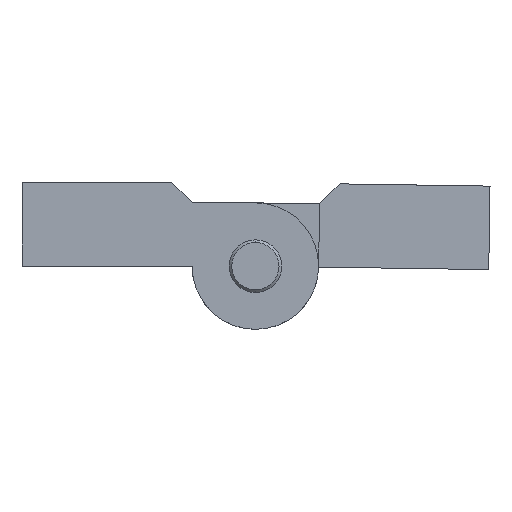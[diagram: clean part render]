
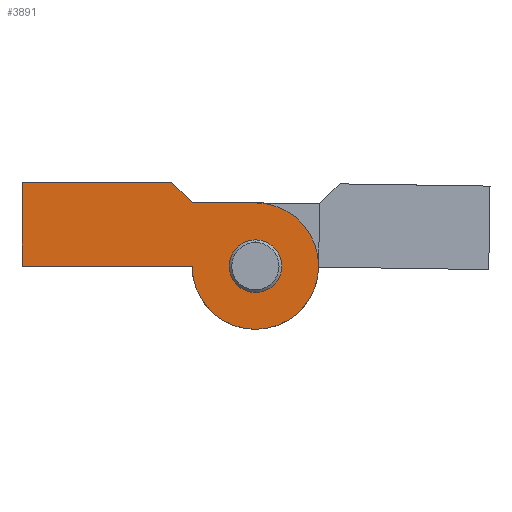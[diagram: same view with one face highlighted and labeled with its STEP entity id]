
A CAD part, front view. The second image highlights one B-rep face of the part: STEP entity #3891.
In plain terms, the highlighted planar face has unit normal (0, -1, 0).
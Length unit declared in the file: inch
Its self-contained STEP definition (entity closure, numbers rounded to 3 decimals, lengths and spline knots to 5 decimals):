
#202 = EDGE_CURVE ( 'NONE', #4668, #305, #6778, .T. ) ;
#251 = PLANE ( 'NONE',  #7975 ) ;
#305 = VERTEX_POINT ( 'NONE', #1232 ) ;
#383 = DIRECTION ( 'NONE',  ( 0., 1., 0. ) ) ;
#430 = DIRECTION ( 'NONE',  ( 0., 1., 0. ) ) ;
#468 = LINE ( 'NONE', #1954, #7992 ) ;
#815 = CIRCLE ( 'NONE', #5245, 0.03937 ) ;
#1015 = VERTEX_POINT ( 'NONE', #8523 ) ;
#1232 = CARTESIAN_POINT ( 'NONE',  ( -0.125, 0., 0.125 ) ) ;
#1254 = DIRECTION ( 'NONE',  ( 0., 1., 0. ) ) ;
#1290 = EDGE_CURVE ( 'NONE', #4131, #5358, #6382, .T. ) ;
#1622 = EDGE_LOOP ( 'NONE', ( #8804, #6969 ) ) ;
#1716 = LINE ( 'NONE', #3268, #8679 ) ;
#1905 = FACE_OUTER_BOUND ( 'NONE', #4565, .T. ) ;
#1954 = CARTESIAN_POINT ( 'NONE',  ( -0.34934, 0., 0. ) ) ;
#2252 = AXIS2_PLACEMENT_3D ( 'NONE', #6668, #383, #8090 ) ;
#2306 = DIRECTION ( 'NONE',  ( 0., 0., 1. ) ) ;
#2388 = CARTESIAN_POINT ( 'NONE',  ( -0.34934, 0., 0.125 ) ) ;
#2564 = DIRECTION ( 'NONE',  ( 0., 0., 1. ) ) ;
#2601 = CARTESIAN_POINT ( 'NONE',  ( 0., 0., 0.03937 ) ) ;
#2742 = ORIENTED_EDGE ( 'NONE', *, *, #1290, .T. ) ;
#2933 = CARTESIAN_POINT ( 'NONE',  ( 0., 0., 0. ) ) ;
#2968 = EDGE_CURVE ( 'NONE', #4131, #3110, #6696, .T. ) ;
#3078 = CARTESIAN_POINT ( 'NONE',  ( 0., 0., 0. ) ) ;
#3110 = VERTEX_POINT ( 'NONE', #4528 ) ;
#3249 = DIRECTION ( 'NONE',  ( 1., 0., 0. ) ) ;
#3268 = CARTESIAN_POINT ( 'NONE',  ( -0.09467, 0., 0.09467 ) ) ;
#3337 = CARTESIAN_POINT ( 'NONE',  ( 0., 0., -0.03937 ) ) ;
#3414 = EDGE_CURVE ( 'NONE', #1015, #8328, #468, .T. ) ;
#3480 = AXIS2_PLACEMENT_3D ( 'NONE', #8054, #1254, #8941 ) ;
#3891 = ADVANCED_FACE ( 'NONE', ( #6289, #1905 ), #251, .F. ) ;
#3908 = ORIENTED_EDGE ( 'NONE', *, *, #3414, .F. ) ;
#4035 = VERTEX_POINT ( 'NONE', #2601 ) ;
#4056 = CARTESIAN_POINT ( 'NONE',  ( 0., 0., 0.125 ) ) ;
#4110 = VERTEX_POINT ( 'NONE', #3337 ) ;
#4131 = VERTEX_POINT ( 'NONE', #4848 ) ;
#4217 = CIRCLE ( 'NONE', #3480, 0.09467 ) ;
#4313 = CARTESIAN_POINT ( 'NONE',  ( -0.34934, 0., 0.125 ) ) ;
#4528 = CARTESIAN_POINT ( 'NONE',  ( 0., 0., -0.09467 ) ) ;
#4565 = EDGE_LOOP ( 'NONE', ( #2742, #7370, #8636, #7721, #3908, #6920, #7062 ) ) ;
#4633 = DIRECTION ( 'NONE',  ( 0., 1., 0. ) ) ;
#4668 = VERTEX_POINT ( 'NONE', #4313 ) ;
#4701 = CARTESIAN_POINT ( 'NONE',  ( -0.09467, 0., 0.09467 ) ) ;
#4711 = AXIS2_PLACEMENT_3D ( 'NONE', #5354, #4633, #8164 ) ;
#4719 = DIRECTION ( 'NONE',  ( -0.707, 0., 0.707 ) ) ;
#4848 = CARTESIAN_POINT ( 'NONE',  ( 0., 0., 0.09467 ) ) ;
#5163 = DIRECTION ( 'NONE',  ( -1., 0., 0. ) ) ;
#5245 = AXIS2_PLACEMENT_3D ( 'NONE', #2933, #7817, #7044 ) ;
#5303 = EDGE_CURVE ( 'NONE', #4035, #4110, #8347, .T. ) ;
#5354 = CARTESIAN_POINT ( 'NONE',  ( 0., 0., 0. ) ) ;
#5358 = VERTEX_POINT ( 'NONE', #4701 ) ;
#6267 = CARTESIAN_POINT ( 'NONE',  ( -0.34934, 0., 0. ) ) ;
#6289 = FACE_BOUND ( 'NONE', #1622, .T. ) ;
#6365 = VECTOR ( 'NONE', #3249, 39.37008 ) ;
#6382 = LINE ( 'NONE', #7907, #7870 ) ;
#6668 = CARTESIAN_POINT ( 'NONE',  ( 0., 0., 0. ) ) ;
#6696 = CIRCLE ( 'NONE', #2252, 0.09467 ) ;
#6778 = LINE ( 'NONE', #4056, #6365 ) ;
#6920 = ORIENTED_EDGE ( 'NONE', *, *, #8654, .F. ) ;
#6969 = ORIENTED_EDGE ( 'NONE', *, *, #5303, .T. ) ;
#6977 = EDGE_CURVE ( 'NONE', #5358, #305, #1716, .T. ) ;
#7044 = DIRECTION ( 'NONE',  ( 0., 0., 1. ) ) ;
#7062 = ORIENTED_EDGE ( 'NONE', *, *, #2968, .F. ) ;
#7370 = ORIENTED_EDGE ( 'NONE', *, *, #6977, .T. ) ;
#7721 = ORIENTED_EDGE ( 'NONE', *, *, #8999, .F. ) ;
#7785 = LINE ( 'NONE', #2388, #8535 ) ;
#7817 = DIRECTION ( 'NONE',  ( 0., 1., 0. ) ) ;
#7870 = VECTOR ( 'NONE', #5163, 39.37008 ) ;
#7907 = CARTESIAN_POINT ( 'NONE',  ( 0., 0., 0.09467 ) ) ;
#7975 = AXIS2_PLACEMENT_3D ( 'NONE', #3078, #430, #2564 ) ;
#7992 = VECTOR ( 'NONE', #8221, 39.37008 ) ;
#8054 = CARTESIAN_POINT ( 'NONE',  ( 0., 0., 0. ) ) ;
#8090 = DIRECTION ( 'NONE',  ( 0., 0., 1. ) ) ;
#8164 = DIRECTION ( 'NONE',  ( 0., 0., 1. ) ) ;
#8221 = DIRECTION ( 'NONE',  ( -1., 0., 0. ) ) ;
#8328 = VERTEX_POINT ( 'NONE', #6267 ) ;
#8347 = CIRCLE ( 'NONE', #4711, 0.03937 ) ;
#8523 = CARTESIAN_POINT ( 'NONE',  ( -0.09467, 0., 0. ) ) ;
#8535 = VECTOR ( 'NONE', #2306, 39.37008 ) ;
#8636 = ORIENTED_EDGE ( 'NONE', *, *, #202, .F. ) ;
#8654 = EDGE_CURVE ( 'NONE', #3110, #1015, #4217, .T. ) ;
#8679 = VECTOR ( 'NONE', #4719, 39.37008 ) ;
#8804 = ORIENTED_EDGE ( 'NONE', *, *, #8872, .T. ) ;
#8872 = EDGE_CURVE ( 'NONE', #4110, #4035, #815, .T. ) ;
#8941 = DIRECTION ( 'NONE',  ( 0., 0., 1. ) ) ;
#8999 = EDGE_CURVE ( 'NONE', #8328, #4668, #7785, .T. ) ;
